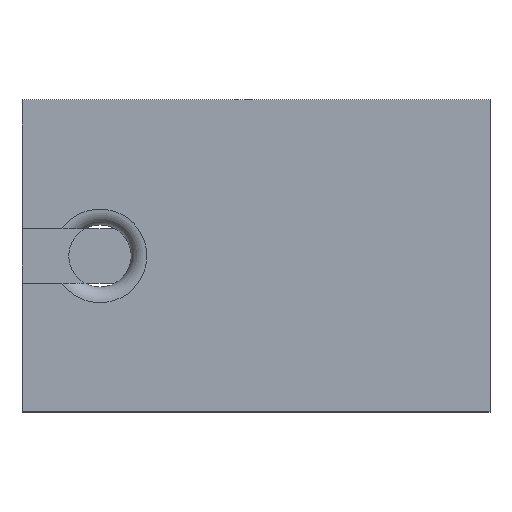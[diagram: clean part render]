
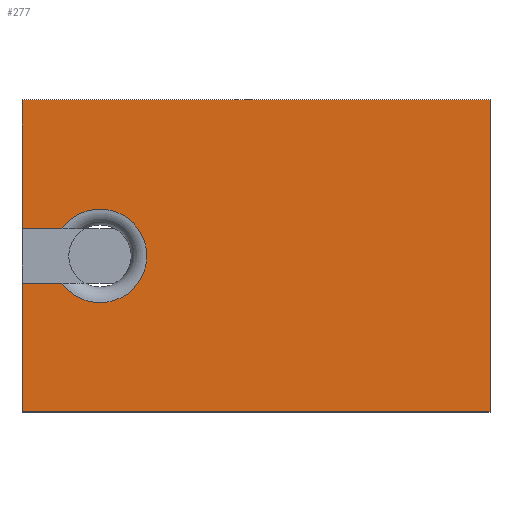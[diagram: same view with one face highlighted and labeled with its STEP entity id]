
A CAD part, top view. The second image highlights one B-rep face of the part: STEP entity #277.
In plain terms, the highlighted planar face has unit normal (0, 0, 1).
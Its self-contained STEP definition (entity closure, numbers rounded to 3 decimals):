
#18=LINE('',#438,#47);
#19=LINE('',#440,#48);
#20=LINE('',#442,#49);
#21=LINE('',#444,#50);
#22=LINE('',#446,#51);
#23=LINE('',#448,#52);
#24=LINE('',#449,#53);
#47=VECTOR('',#337,10.);
#48=VECTOR('',#338,10.);
#49=VECTOR('',#339,10.);
#50=VECTOR('',#340,10.);
#51=VECTOR('',#341,10.);
#52=VECTOR('',#342,10.);
#53=VECTOR('',#343,10.);
#76=PLANE('',#307);
#89=FACE_OUTER_BOUND('',#103,.T.);
#103=EDGE_LOOP('',(#199,#200,#201,#202,#203,#204,#205,#206));
#118=CIRCLE('',#305,3.);
#130=VERTEX_POINT('',#407);
#131=VERTEX_POINT('',#420);
#133=VERTEX_POINT('',#437);
#134=VERTEX_POINT('',#439);
#135=VERTEX_POINT('',#441);
#136=VERTEX_POINT('',#443);
#137=VERTEX_POINT('',#445);
#138=VERTEX_POINT('',#447);
#156=EDGE_CURVE('',#130,#131,#118,.T.);
#159=EDGE_CURVE('',#130,#133,#18,.T.);
#160=EDGE_CURVE('',#133,#134,#19,.T.);
#161=EDGE_CURVE('',#134,#135,#20,.T.);
#162=EDGE_CURVE('',#135,#136,#21,.T.);
#163=EDGE_CURVE('',#136,#137,#22,.T.);
#164=EDGE_CURVE('',#137,#138,#23,.T.);
#165=EDGE_CURVE('',#138,#131,#24,.T.);
#199=ORIENTED_EDGE('',*,*,#156,.F.);
#200=ORIENTED_EDGE('',*,*,#159,.T.);
#201=ORIENTED_EDGE('',*,*,#160,.T.);
#202=ORIENTED_EDGE('',*,*,#161,.T.);
#203=ORIENTED_EDGE('',*,*,#162,.T.);
#204=ORIENTED_EDGE('',*,*,#163,.T.);
#205=ORIENTED_EDGE('',*,*,#164,.T.);
#206=ORIENTED_EDGE('',*,*,#165,.T.);
#277=ADVANCED_FACE('',(#89),#76,.T.);
#305=AXIS2_PLACEMENT_3D('',#421,#331,#332);
#307=AXIS2_PLACEMENT_3D('',#436,#335,#336);
#331=DIRECTION('center_axis',(0.,0.,1.));
#332=DIRECTION('ref_axis',(1.,0.,0.));
#335=DIRECTION('center_axis',(0.,0.,1.));
#336=DIRECTION('ref_axis',(1.,0.,0.));
#337=DIRECTION('',(-1.,0.,0.));
#338=DIRECTION('',(0.,-1.,0.));
#339=DIRECTION('',(1.,0.,0.));
#340=DIRECTION('',(0.,1.,0.));
#341=DIRECTION('',(-1.,0.,0.));
#342=DIRECTION('',(0.,-1.,0.));
#343=DIRECTION('',(1.,0.,0.));
#407=CARTESIAN_POINT('',(2.563,8.25,10.));
#420=CARTESIAN_POINT('',(2.563,11.75,10.));
#421=CARTESIAN_POINT('Origin',(5.,10.,10.));
#436=CARTESIAN_POINT('Origin',(15.,10.,10.));
#437=CARTESIAN_POINT('',(0.,8.25,10.));
#438=CARTESIAN_POINT('',(10.,8.25,10.));
#439=CARTESIAN_POINT('',(0.,0.,10.));
#440=CARTESIAN_POINT('',(0.,20.,10.));
#441=CARTESIAN_POINT('',(30.,0.,10.));
#442=CARTESIAN_POINT('',(0.,0.,10.));
#443=CARTESIAN_POINT('',(30.,20.,10.));
#444=CARTESIAN_POINT('',(30.,0.,10.));
#445=CARTESIAN_POINT('',(0.,20.,10.));
#446=CARTESIAN_POINT('',(30.,20.,10.));
#447=CARTESIAN_POINT('',(0.,11.75,10.));
#448=CARTESIAN_POINT('',(0.,20.,10.));
#449=CARTESIAN_POINT('',(10.,11.75,10.));
